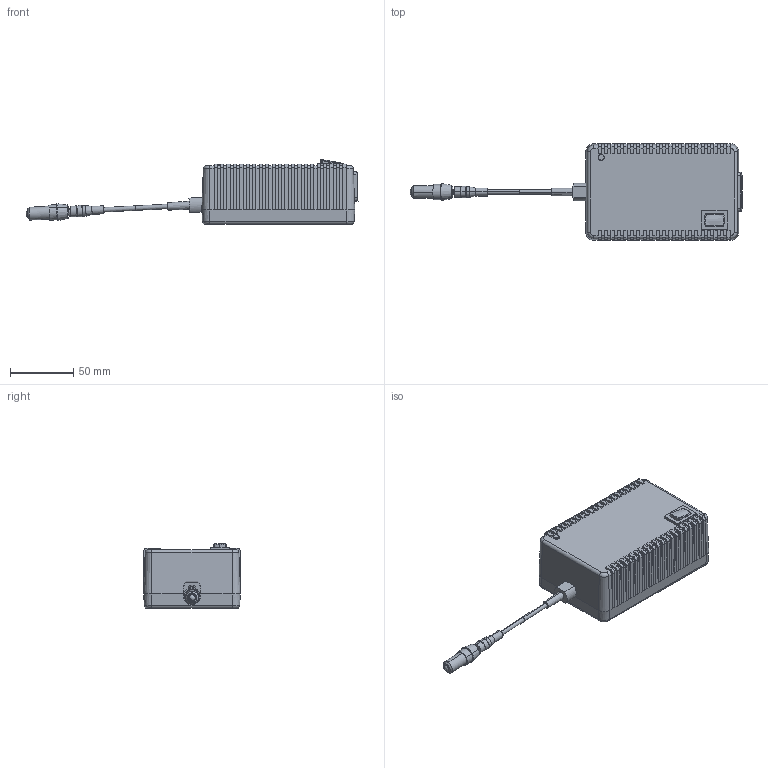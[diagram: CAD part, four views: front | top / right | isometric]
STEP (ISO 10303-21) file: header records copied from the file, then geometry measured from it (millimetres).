
FILE_DESCRIPTION (( 'STEP AP214' ), '1' );
FILE_NAME ('18911-E0W.STEP', '2013-04-10T13:27:44', ( 'Admin' ), ( '' ), 'SwSTEP 2.0', 'SolidWorks 2012', '' );
FILE_SCHEMA (( 'AUTOMOTIVE_DESIGN' ));
Length unit declared in the file: millimetre
Products named in the file (1): 18911-E0W
Bounding box: 261.95 x 76.2 x 51.23 mm (x, y, z)
Surface area: 44029.6 mm2 (no closed solid volume)
Topology: 0 solids, 9 shells, 609 faces, 1564 edges, 977 vertices
Faces by surface type: plane 352, cylinder 167, torus 48, cone 30, sphere 10, bspline 2
Entity records: 25021 total; most frequent: CARTESIAN_POINT 3260, DIRECTION 3235, ORIENTED_EDGE 3058, EDGE_CURVE 1551, AXIS2_PLACEMENT_3D 1083, LINE 1069, VECTOR 1069, VERTEX_POINT 974
